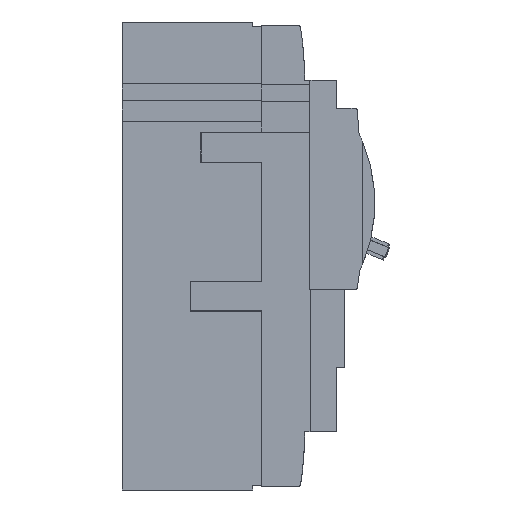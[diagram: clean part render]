
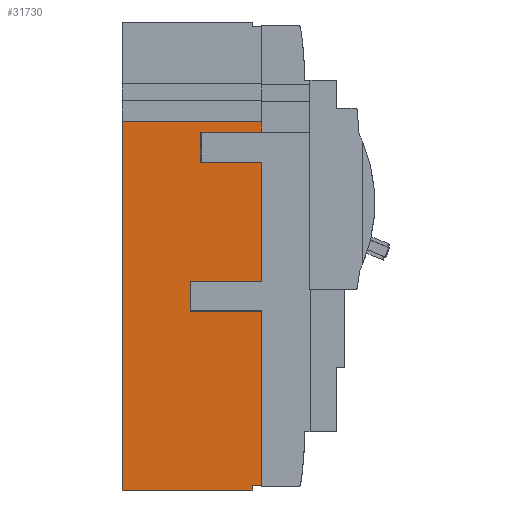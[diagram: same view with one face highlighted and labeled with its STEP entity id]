
A CAD part, left-side view. The second image highlights one B-rep face of the part: STEP entity #31730.
In plain terms, the highlighted planar face has unit normal (-1, 0, 0).
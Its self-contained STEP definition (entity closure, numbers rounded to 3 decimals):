
#15646=VERTEX_POINT('',#45828);
#16122=VERTEX_POINT('',#46350);
#16348=EDGE_CURVE('',#28824,#41492,#46597,.T.);
#16356=VERTEX_POINT('',#46605);
#17250=EDGE_CURVE('',#22168,#35654,#47587,.T.);
#19370=EDGE_CURVE('',#24034,#21392,#49917,.T.);
#20480=VERTEX_POINT('',#51137);
#20958=EDGE_CURVE('',#41492,#22168,#51661,.T.);
#21392=VERTEX_POINT('',#52134);
#22168=VERTEX_POINT('',#52974);
#24034=VERTEX_POINT('',#55032);
#25832=EDGE_CURVE('',#16122,#20480,#57011,.T.);
#27032=VERTEX_POINT('',#58336);
#28824=VERTEX_POINT('',#60294);
#29182=EDGE_CURVE('',#16122,#27032,#60694,.T.);
#29388=EDGE_CURVE('',#16356,#27032,#60915,.T.);
#29864=VERTEX_POINT('',#61461);
#31730=ADVANCED_FACE('',(#63529),#63530,.F.);
#34106=EDGE_CURVE('',#28824,#15646,#66124,.T.);
#35654=VERTEX_POINT('',#67802);
#37306=VERTEX_POINT('',#69650);
#38000=EDGE_CURVE('',#29864,#35654,#70406,.T.);
#39716=EDGE_CURVE('',#20480,#24034,#72293,.T.);
#41266=EDGE_CURVE('',#21392,#43728,#73976,.T.);
#41492=VERTEX_POINT('',#74231);
#42784=EDGE_CURVE('',#15646,#43728,#75647,.T.);
#43728=VERTEX_POINT('',#76676);
#45104=EDGE_CURVE('',#37306,#16356,#78176,.T.);
#45122=EDGE_CURVE('',#29864,#37306,#78194,.T.);
#45828=CARTESIAN_POINT('',(-87.45,-53.999,51.995));
#46350=CARTESIAN_POINT('',(-87.45,-54.,-88.905));
#46597=LINE('',#80362,#80363);
#46605=CARTESIAN_POINT('',(-87.45,-26.4,-21.305));
#47587=LINE('',#81825,#81826);
#49917=LINE('',#85196,#85197);
#51137=CARTESIAN_POINT('',(-87.45,-50.5,-88.905));
#51661=LINE('',#87727,#87728);
#52134=CARTESIAN_POINT('',(-87.45,0.0,-90.505));
#52974=CARTESIAN_POINT('',(-87.45,-30.4,36.195));
#55032=CARTESIAN_POINT('',(-87.45,-50.5,-90.505));
#57011=LINE('',#95411,#95412);
#58336=CARTESIAN_POINT('',(-87.45,-54.,-21.305));
#60294=CARTESIAN_POINT('',(-87.45,-53.999,47.795));
#60694=LINE('',#100725,#100726);
#60915=LINE('',#101032,#101033);
#61461=CARTESIAN_POINT('',(-87.45,-54.,-9.705));
#63529=FACE_OUTER_BOUND('',#104727,.T.);
#63530=PLANE('',#104728);
#66124=LINE('',#108466,#108467);
#67802=CARTESIAN_POINT('',(-87.45,-54.,36.195));
#69650=CARTESIAN_POINT('',(-87.45,-26.4,-9.705));
#70406=LINE('',#114620,#114621);
#72293=LINE('',#117282,#117283);
#73976=LINE('',#119756,#119757);
#74231=CARTESIAN_POINT('',(-87.45,-30.4,47.795));
#75647=LINE('',#122190,#122191);
#76676=CARTESIAN_POINT('',(-87.45,0.0,51.995));
#78176=LINE('',#125802,#125803);
#78194=LINE('',#125828,#125829);
#80362=CARTESIAN_POINT('',(-87.45,-54.0,47.795));
#80363=VECTOR('',#127373,1.0);
#81825=CARTESIAN_POINT('',(-87.45,-30.4,36.195));
#81826=VECTOR('',#128465,1.0);
#85196=CARTESIAN_POINT('',(-87.45,-50.5,-90.505));
#85197=VECTOR('',#130990,1.0);
#87727=CARTESIAN_POINT('',(-87.45,-30.4,47.795));
#87728=VECTOR('',#132999,1.0);
#95411=CARTESIAN_POINT('',(-87.45,-54.0,-88.905));
#95412=VECTOR('',#138671,1.0);
#100725=CARTESIAN_POINT('',(-87.45,-54.,-43.521));
#100726=VECTOR('',#142589,1.0);
#101032=CARTESIAN_POINT('',(-87.45,-26.4,-21.305));
#101033=VECTOR('',#142788,1.0);
#104727=EDGE_LOOP('',(#145996,#145997,#145998,#145999,#146000,#146001,#146002,#146003,#146004,#146005,#146006,#146007,#146008,#146009));
#104728=AXIS2_PLACEMENT_3D('',#146010,#146011,#146012);
#108466=CARTESIAN_POINT('',(-87.45,-53.999,26.979));
#108467=VECTOR('',#148653,1.0);
#114620=CARTESIAN_POINT('',(-87.45,-54.,-3.921));
#114621=VECTOR('',#153327,1.0);
#117282=CARTESIAN_POINT('',(-87.45,-50.5,-88.905));
#117283=VECTOR('',#155320,1.0);
#119756=CARTESIAN_POINT('',(-87.45,0.0,-90.505));
#119757=VECTOR('',#157004,1.0);
#122190=CARTESIAN_POINT('',(-87.45,-12.744,51.995));
#122191=VECTOR('',#158902,1.0);
#125802=CARTESIAN_POINT('',(-87.45,-26.4,-9.705));
#125803=VECTOR('',#161476,1.0);
#125828=CARTESIAN_POINT('',(-87.45,-54.0,-9.705));
#125829=VECTOR('',#161480,1.0);
#127373=DIRECTION('',(0.0,1.0,0.0));
#128465=DIRECTION('',(0.0,-1.0,0.0));
#130990=DIRECTION('',(0.0,1.0,0.0));
#132999=DIRECTION('',(0.0,0.0,-1.0));
#138671=DIRECTION('',(0.0,1.0,0.0));
#142589=DIRECTION('',(0.0,0.0,1.0));
#142788=DIRECTION('',(0.0,-1.0,0.0));
#145996=ORIENTED_EDGE('',*,*,#29182,.T.);
#145997=ORIENTED_EDGE('',*,*,#29388,.F.);
#145998=ORIENTED_EDGE('',*,*,#45104,.F.);
#145999=ORIENTED_EDGE('',*,*,#45122,.F.);
#146000=ORIENTED_EDGE('',*,*,#38000,.T.);
#146001=ORIENTED_EDGE('',*,*,#17250,.F.);
#146002=ORIENTED_EDGE('',*,*,#20958,.F.);
#146003=ORIENTED_EDGE('',*,*,#16348,.F.);
#146004=ORIENTED_EDGE('',*,*,#34106,.T.);
#146005=ORIENTED_EDGE('',*,*,#42784,.T.);
#146006=ORIENTED_EDGE('',*,*,#41266,.F.);
#146007=ORIENTED_EDGE('',*,*,#19370,.F.);
#146008=ORIENTED_EDGE('',*,*,#39716,.F.);
#146009=ORIENTED_EDGE('',*,*,#25832,.F.);
#146010=CARTESIAN_POINT('',(-87.45,-28.469,1.963));
#146011=DIRECTION('',(1.0,0.0,0.0));
#146012=DIRECTION('',(0.0,1.0,0.0));
#148653=DIRECTION('',(0.0,0.0,1.0));
#153327=DIRECTION('',(0.0,0.0,1.0));
#155320=DIRECTION('',(0.0,0.0,-1.0));
#157004=DIRECTION('',(0.0,0.0,1.0));
#158902=DIRECTION('',(-0.0,1.0,0.0));
#161476=DIRECTION('',(0.0,0.0,-1.0));
#161480=DIRECTION('',(0.0,1.0,0.0));
